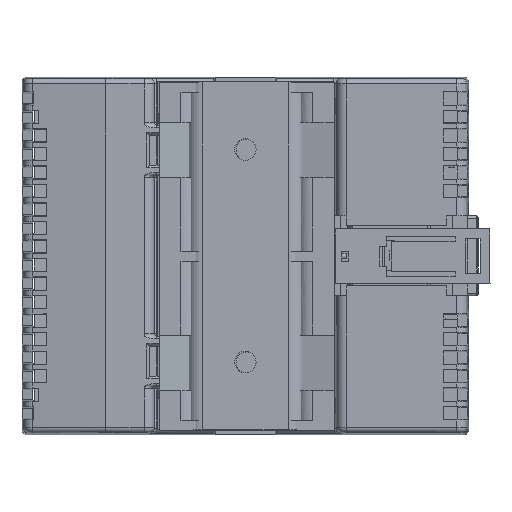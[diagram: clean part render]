
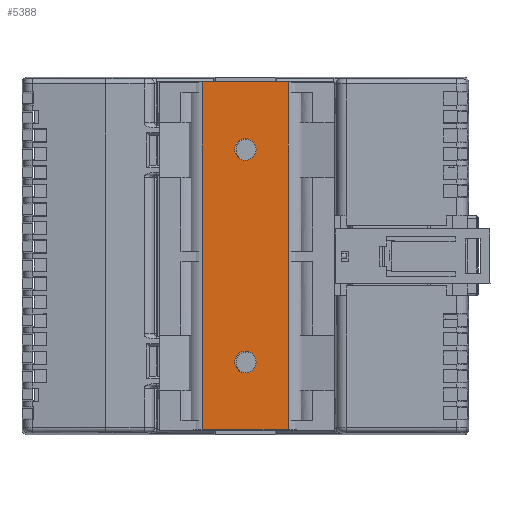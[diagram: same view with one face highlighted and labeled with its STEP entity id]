
A CAD part, top view. The second image highlights one B-rep face of the part: STEP entity #5388.
In plain terms, the highlighted face is planar.
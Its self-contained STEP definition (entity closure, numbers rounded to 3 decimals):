
#5388 = ADVANCED_FACE( '', ( #11895, #11896, #11897 ), #11898, .F. );
#11895 = FACE_OUTER_BOUND( '', #23330, .T. );
#11896 = FACE_BOUND( '', #23331, .T. );
#11897 = FACE_BOUND( '', #23332, .T. );
#11898 = PLANE( '', #23333 );
#23330 = EDGE_LOOP( '', ( #40016, #40017, #40018, #40019 ) );
#23331 = EDGE_LOOP( '', ( #40020 ) );
#23332 = EDGE_LOOP( '', ( #40021 ) );
#23333 = AXIS2_PLACEMENT_3D( '', #40022, #40023, #40024 );
#40016 = ORIENTED_EDGE( '', *, *, #48066, .T. );
#40017 = ORIENTED_EDGE( '', *, *, #51982, .T. );
#40018 = ORIENTED_EDGE( '', *, *, #52750, .F. );
#40019 = ORIENTED_EDGE( '', *, *, #47884, .F. );
#40020 = ORIENTED_EDGE( '', *, *, #52751, .T. );
#40021 = ORIENTED_EDGE( '', *, *, #51532, .T. );
#40022 = CARTESIAN_POINT( '', ( -8.6, -34.85, 0. ) );
#40023 = DIRECTION( '', ( 0., 0., 1. ) );
#40024 = DIRECTION( '', ( 1., 0., 0. ) );
#47884 = EDGE_CURVE( '', #54970, #54972, #54973, .T. );
#48066 = EDGE_CURVE( '', #54970, #55296, #55298, .T. );
#51532 = EDGE_CURVE( '', #60836, #60836, #60837, .T. );
#51982 = EDGE_CURVE( '', #55296, #61484, #61486, .T. );
#52750 = EDGE_CURVE( '', #54972, #61484, #62499, .T. );
#52751 = EDGE_CURVE( '', #62500, #62500, #62501, .T. );
#54970 = VERTEX_POINT( '', #65267 );
#54972 = VERTEX_POINT( '', #65269 );
#54973 = LINE( '', #65270, #65271 );
#55296 = VERTEX_POINT( '', #65759 );
#55298 = LINE( '', #65761, #65762 );
#60836 = VERTEX_POINT( '', #75950 );
#60837 = CIRCLE( '', #75951, 2.15 );
#61484 = VERTEX_POINT( '', #77140 );
#61486 = LINE( '', #77142, #77143 );
#62499 = LINE( '', #78940, #78941 );
#62500 = VERTEX_POINT( '', #78942 );
#62501 = CIRCLE( '', #78943, 2.15 );
#65267 = CARTESIAN_POINT( '', ( -8.6, -34.85, 0. ) );
#65269 = CARTESIAN_POINT( '', ( 8.6, -34.85, 0. ) );
#65270 = CARTESIAN_POINT( '', ( -8.6, -34.85, 0. ) );
#65271 = VECTOR( '', #82211, 1000. );
#65759 = CARTESIAN_POINT( '', ( -8.6, 34.85, 0. ) );
#65761 = CARTESIAN_POINT( '', ( -8.6, -34.85, 0. ) );
#65762 = VECTOR( '', #82390, 1000. );
#75950 = CARTESIAN_POINT( '', ( 0., 19.15, 0. ) );
#75951 = AXIS2_PLACEMENT_3D( '', #85489, #85490, #85491 );
#77140 = CARTESIAN_POINT( '', ( 8.6, 34.85, 0. ) );
#77142 = CARTESIAN_POINT( '', ( -8.6, 34.85, 0. ) );
#77143 = VECTOR( '', #85889, 1000. );
#78940 = CARTESIAN_POINT( '', ( 8.6, -34.85, 0. ) );
#78941 = VECTOR( '', #86507, 1000. );
#78942 = CARTESIAN_POINT( '', ( 0., -23.45, 0. ) );
#78943 = AXIS2_PLACEMENT_3D( '', #86508, #86509, #86510 );
#82211 = DIRECTION( '', ( 1., 0., 0. ) );
#82390 = DIRECTION( '', ( 0., 1., 0. ) );
#85489 = CARTESIAN_POINT( '', ( 0., 21.3, 0. ) );
#85490 = DIRECTION( '', ( 0., 0., 1. ) );
#85491 = DIRECTION( '', ( 0., -1., 0. ) );
#85889 = DIRECTION( '', ( 1., 0., 0. ) );
#86507 = DIRECTION( '', ( 0., 1., 0. ) );
#86508 = CARTESIAN_POINT( '', ( 0., -21.3, 0. ) );
#86509 = DIRECTION( '', ( 0., 0., 1. ) );
#86510 = DIRECTION( '', ( 0., -1., 0. ) );
